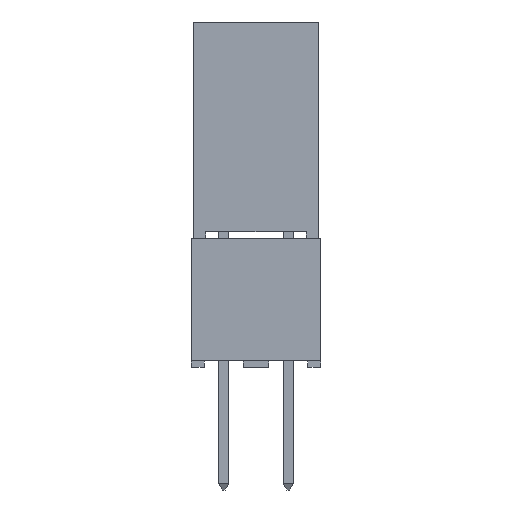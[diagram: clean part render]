
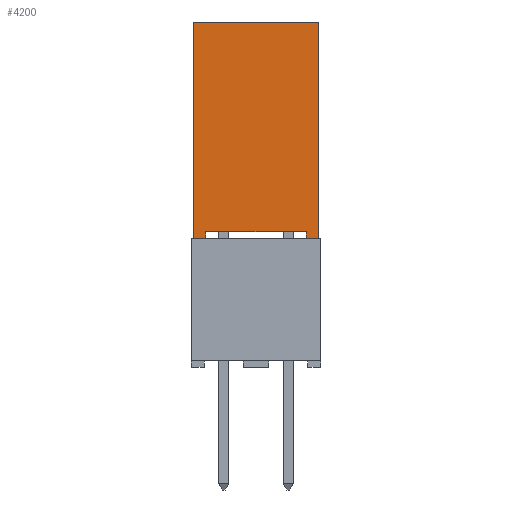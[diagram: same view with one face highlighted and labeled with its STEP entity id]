
A CAD part, front view. The second image highlights one B-rep face of the part: STEP entity #4200.
In plain terms, the highlighted planar face has unit normal (0, -1, 0).
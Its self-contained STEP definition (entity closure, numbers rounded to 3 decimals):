
#246 = VERTEX_POINT('',#247);
#247 = CARTESIAN_POINT('',(-1.969,-25.653,5.07));
#253 = EDGE_CURVE('',#254,#246,#256,.T.);
#254 = VERTEX_POINT('',#255);
#255 = CARTESIAN_POINT('',(-2.477,-25.653,5.07));
#256 = LINE('',#257,#258);
#257 = CARTESIAN_POINT('',(-2.477,-25.653,5.07));
#258 = VECTOR('',#259,1.);
#259 = DIRECTION('',(1.,0.,0.));
#907 = EDGE_CURVE('',#908,#254,#910,.T.);
#908 = VERTEX_POINT('',#909);
#909 = CARTESIAN_POINT('',(-2.477,-25.653,13.579));
#910 = LINE('',#911,#912);
#911 = CARTESIAN_POINT('',(-2.477,-25.653,13.579));
#912 = VECTOR('',#913,1.);
#913 = DIRECTION('',(-0.,0.,-1.));
#2164 = VERTEX_POINT('',#2165);
#2165 = CARTESIAN_POINT('',(1.969,-25.653,5.324));
#2171 = EDGE_CURVE('',#2172,#2164,#2174,.T.);
#2172 = VERTEX_POINT('',#2173);
#2173 = CARTESIAN_POINT('',(-1.969,-25.653,5.324));
#2174 = LINE('',#2175,#2176);
#2175 = CARTESIAN_POINT('',(-1.969,-25.653,5.324));
#2176 = VECTOR('',#2177,1.);
#2177 = DIRECTION('',(1.,0.,0.));
#3603 = EDGE_CURVE('',#908,#3604,#3606,.T.);
#3604 = VERTEX_POINT('',#3605);
#3605 = CARTESIAN_POINT('',(2.477,-25.653,13.579));
#3606 = LINE('',#3607,#3608);
#3607 = CARTESIAN_POINT('',(-2.477,-25.653,13.579));
#3608 = VECTOR('',#3609,1.);
#3609 = DIRECTION('',(1.,0.,0.));
#3764 = EDGE_CURVE('',#3604,#3765,#3767,.T.);
#3765 = VERTEX_POINT('',#3766);
#3766 = CARTESIAN_POINT('',(2.477,-25.653,5.07));
#3767 = LINE('',#3768,#3769);
#3768 = CARTESIAN_POINT('',(2.477,-25.653,13.579));
#3769 = VECTOR('',#3770,1.);
#3770 = DIRECTION('',(-0.,0.,-1.));
#4200 = ADVANCED_FACE('',(#4201),#4228,.F.);
#4201 = FACE_BOUND('',#4202,.T.);
#4202 = EDGE_LOOP('',(#4203,#4211,#4217,#4218,#4219,#4220,#4221,#4227));
#4203 = ORIENTED_EDGE('',*,*,#4204,.T.);
#4204 = EDGE_CURVE('',#2164,#4205,#4207,.T.);
#4205 = VERTEX_POINT('',#4206);
#4206 = CARTESIAN_POINT('',(1.969,-25.653,5.07));
#4207 = LINE('',#4208,#4209);
#4208 = CARTESIAN_POINT('',(1.969,-25.653,5.324));
#4209 = VECTOR('',#4210,1.);
#4210 = DIRECTION('',(0.,0.,-1.));
#4211 = ORIENTED_EDGE('',*,*,#4212,.T.);
#4212 = EDGE_CURVE('',#4205,#3765,#4213,.T.);
#4213 = LINE('',#4214,#4215);
#4214 = CARTESIAN_POINT('',(-2.477,-25.653,5.07));
#4215 = VECTOR('',#4216,1.);
#4216 = DIRECTION('',(1.,0.,0.));
#4217 = ORIENTED_EDGE('',*,*,#3764,.F.);
#4218 = ORIENTED_EDGE('',*,*,#3603,.F.);
#4219 = ORIENTED_EDGE('',*,*,#907,.T.);
#4220 = ORIENTED_EDGE('',*,*,#253,.T.);
#4221 = ORIENTED_EDGE('',*,*,#4222,.T.);
#4222 = EDGE_CURVE('',#246,#2172,#4223,.T.);
#4223 = LINE('',#4224,#4225);
#4224 = CARTESIAN_POINT('',(-1.969,-25.653,5.07));
#4225 = VECTOR('',#4226,1.);
#4226 = DIRECTION('',(0.,0.,1.));
#4227 = ORIENTED_EDGE('',*,*,#2171,.T.);
#4228 = PLANE('',#4229);
#4229 = AXIS2_PLACEMENT_3D('',#4230,#4231,#4232);
#4230 = CARTESIAN_POINT('',(-2.477,-25.653,13.579));
#4231 = DIRECTION('',(0.,1.,0.));
#4232 = DIRECTION('',(-1.,0.,0.));
